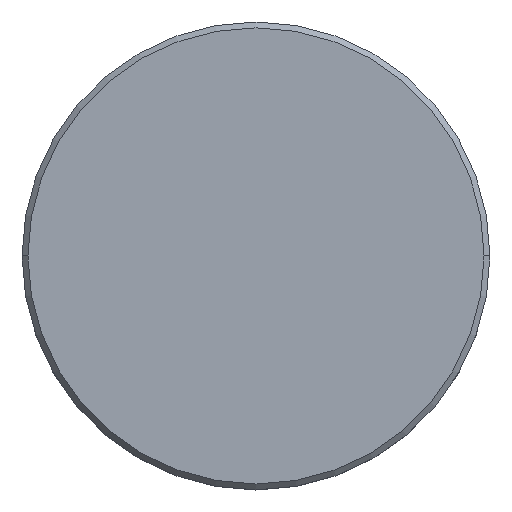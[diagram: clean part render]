
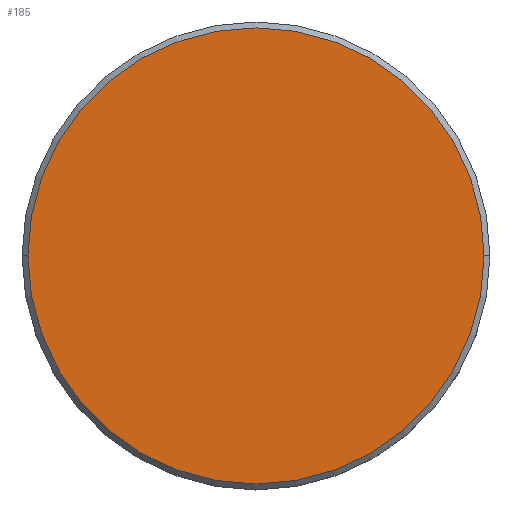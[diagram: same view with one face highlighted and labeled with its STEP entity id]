
A CAD part, top view. The second image highlights one B-rep face of the part: STEP entity #185.
In plain terms, the highlighted planar face has unit normal (0, 0, 1).
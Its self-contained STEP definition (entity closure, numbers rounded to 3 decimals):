
#121 = CARTESIAN_POINT ( 'NONE',  ( -19.5, 0., 0. ) ) ;
#177 = EDGE_CURVE ( 'NONE', #413, #582, #393, .T. ) ;
#185 = ADVANCED_FACE ( 'NONE', ( #384 ), #278, .T. ) ;
#211 = DIRECTION ( 'NONE',  ( 0., 0., 1. ) ) ;
#215 = CARTESIAN_POINT ( 'NONE',  ( 0., 0., 0. ) ) ;
#278 = PLANE ( 'NONE',  #1060 ) ;
#302 = AXIS2_PLACEMENT_3D ( 'NONE', #663, #1089, #462 ) ;
#323 = EDGE_CURVE ( 'NONE', #582, #413, #676, .T. ) ;
#377 = DIRECTION ( 'NONE',  ( 1., 0., 0. ) ) ;
#384 = FACE_OUTER_BOUND ( 'NONE', #477, .T. ) ;
#393 = CIRCLE ( 'NONE', #302, 19.5 ) ;
#413 = VERTEX_POINT ( 'NONE', #121 ) ;
#462 = DIRECTION ( 'NONE',  ( 1., 0., 0. ) ) ;
#477 = EDGE_LOOP ( 'NONE', ( #615, #1025 ) ) ;
#496 = DIRECTION ( 'NONE',  ( 1., 0., 0. ) ) ;
#582 = VERTEX_POINT ( 'NONE', #794 ) ;
#615 = ORIENTED_EDGE ( 'NONE', *, *, #177, .T. ) ;
#663 = CARTESIAN_POINT ( 'NONE',  ( 0., 0., 0. ) ) ;
#669 = DIRECTION ( 'NONE',  ( 0., 0., 1. ) ) ;
#676 = CIRCLE ( 'NONE', #854, 19.5 ) ;
#794 = CARTESIAN_POINT ( 'NONE',  ( 19.5, 0., 0. ) ) ;
#854 = AXIS2_PLACEMENT_3D ( 'NONE', #215, #211, #496 ) ;
#911 = CARTESIAN_POINT ( 'NONE',  ( 0., 0., 0. ) ) ;
#1025 = ORIENTED_EDGE ( 'NONE', *, *, #323, .T. ) ;
#1060 = AXIS2_PLACEMENT_3D ( 'NONE', #911, #669, #377 ) ;
#1089 = DIRECTION ( 'NONE',  ( 0., 0., 1. ) ) ;
